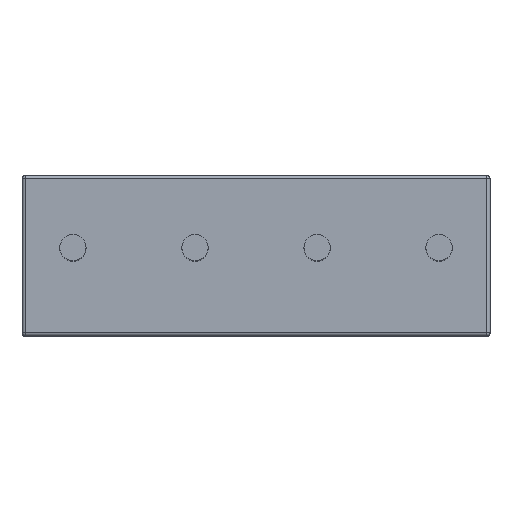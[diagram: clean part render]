
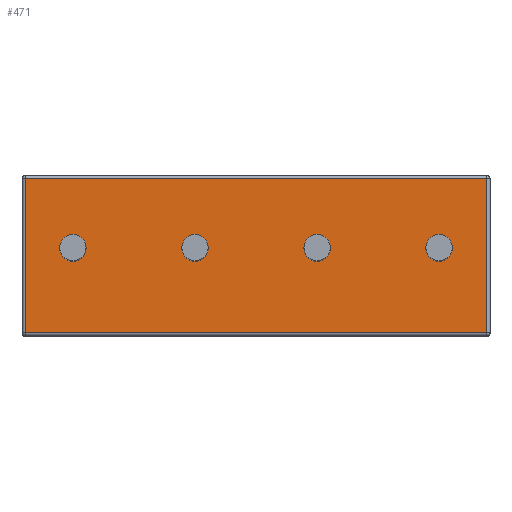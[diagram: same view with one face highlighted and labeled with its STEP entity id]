
A CAD part, top view. The second image highlights one B-rep face of the part: STEP entity #471.
In plain terms, the highlighted planar face has unit normal (0, 0, 1).
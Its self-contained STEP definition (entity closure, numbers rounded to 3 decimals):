
#8 = EDGE_CURVE ( 'NONE', #17, #20, #996, .T. ) ;
#10 = EDGE_CURVE ( 'NONE', #24, #18, #990, .T. ) ;
#17 = VERTEX_POINT ( 'NONE', #981 ) ;
#18 = VERTEX_POINT ( 'NONE', #980 ) ;
#20 = VERTEX_POINT ( 'NONE', #979 ) ;
#24 = VERTEX_POINT ( 'NONE', #1035 ) ;
#383 = ORIENTED_EDGE ( 'NONE', *, *, #384, .F. ) ;
#384 = EDGE_CURVE ( 'NONE', #4540, #4534, #2285, .T. ) ;
#385 = ORIENTED_EDGE ( 'NONE', *, *, #4543, .F. ) ;
#386 = EDGE_LOOP ( 'NONE', ( #387, #389 ) ) ;
#387 = ORIENTED_EDGE ( 'NONE', *, *, #388, .F. ) ;
#388 = EDGE_CURVE ( 'NONE', #4516, #4526, #2280, .T. ) ;
#389 = ORIENTED_EDGE ( 'NONE', *, *, #4507, .F. ) ;
#411 = VERTEX_POINT ( 'NONE', #2339 ) ;
#412 = ORIENTED_EDGE ( 'NONE', *, *, #413, .T. ) ;
#413 = EDGE_CURVE ( 'NONE', #411, #457, #2338, .T. ) ;
#414 = EDGE_LOOP ( 'NONE', ( #383, #385 ) ) ;
#454 = EDGE_LOOP ( 'NONE', ( #455, #492, #495, #412 ) ) ;
#455 = ORIENTED_EDGE ( 'NONE', *, *, #456, .T. ) ;
#456 = EDGE_CURVE ( 'NONE', #457, #458, #2394, .T. ) ;
#457 = VERTEX_POINT ( 'NONE', #2390 ) ;
#458 = VERTEX_POINT ( 'NONE', #2389 ) ;
#471 = ADVANCED_FACE ( 'NONE', ( #2433, #2432, #2431, #2430, #2429 ), #2428, .F. ) ;
#472 = EDGE_LOOP ( 'NONE', ( #473, #475 ) ) ;
#473 = ORIENTED_EDGE ( 'NONE', *, *, #474, .F. ) ;
#474 = EDGE_CURVE ( 'NONE', #18, #24, #2422, .T. ) ;
#475 = ORIENTED_EDGE ( 'NONE', *, *, #10, .F. ) ;
#476 = EDGE_LOOP ( 'NONE', ( #531, #533 ) ) ;
#492 = ORIENTED_EDGE ( 'NONE', *, *, #493, .T. ) ;
#493 = EDGE_CURVE ( 'NONE', #458, #494, #2463, .T. ) ;
#494 = VERTEX_POINT ( 'NONE', #2459 ) ;
#495 = ORIENTED_EDGE ( 'NONE', *, *, #496, .T. ) ;
#496 = EDGE_CURVE ( 'NONE', #494, #411, #2457, .T. ) ;
#531 = ORIENTED_EDGE ( 'NONE', *, *, #532, .F. ) ;
#532 = EDGE_CURVE ( 'NONE', #20, #17, #2615, .T. ) ;
#533 = ORIENTED_EDGE ( 'NONE', *, *, #8, .F. ) ;
#979 = CARTESIAN_POINT ( 'NONE',  ( -33.912, 2.735, 0. ) ) ;
#980 = CARTESIAN_POINT ( 'NONE',  ( -37.715, 2.735, 0. ) ) ;
#981 = CARTESIAN_POINT ( 'NONE',  ( -33.092, 2.735, 0. ) ) ;
#986 = DIRECTION ( 'NONE',  ( -1., 0., 0. ) ) ;
#987 = DIRECTION ( 'NONE',  ( 0., 0., 1. ) ) ;
#988 = CARTESIAN_POINT ( 'NONE',  ( -37.305, 2.735, 0. ) ) ;
#989 = AXIS2_PLACEMENT_3D ( 'NONE', #988, #987, #986 ) ;
#990 = CIRCLE ( 'NONE', #989, 0.41 ) ;
#992 = DIRECTION ( 'NONE',  ( -1., 0., 0. ) ) ;
#993 = DIRECTION ( 'NONE',  ( 0., 0., 1. ) ) ;
#994 = CARTESIAN_POINT ( 'NONE',  ( -33.502, 2.735, 0. ) ) ;
#995 = AXIS2_PLACEMENT_3D ( 'NONE', #994, #993, #992 ) ;
#996 = CIRCLE ( 'NONE', #995, 0.41 ) ;
#1035 = CARTESIAN_POINT ( 'NONE',  ( -36.895, 2.735, 0. ) ) ;
#2277 = DIRECTION ( 'NONE',  ( -1., 0., 0. ) ) ;
#2278 = DIRECTION ( 'NONE',  ( 0., 0., 1. ) ) ;
#2279 = AXIS2_PLACEMENT_3D ( 'NONE', #2286, #2278, #2277 ) ;
#2280 = CIRCLE ( 'NONE', #2279, 0.41 ) ;
#2281 = DIRECTION ( 'NONE',  ( -1., 0., 0. ) ) ;
#2282 = DIRECTION ( 'NONE',  ( 0., 0., 1. ) ) ;
#2283 = CARTESIAN_POINT ( 'NONE',  ( -29.702, 2.735, 0. ) ) ;
#2284 = AXIS2_PLACEMENT_3D ( 'NONE', #2283, #2282, #2281 ) ;
#2285 = CIRCLE ( 'NONE', #2284, 0.41 ) ;
#2286 = CARTESIAN_POINT ( 'NONE',  ( -41.108, 2.735, 0. ) ) ;
#2335 = DIRECTION ( 'NONE',  ( 0., 1., 0. ) ) ;
#2336 = VECTOR ( 'NONE', #2335, 1000. ) ;
#2337 = CARTESIAN_POINT ( 'NONE',  ( -28.215, 5., 0. ) ) ;
#2338 = LINE ( 'NONE', #2337, #2336 ) ;
#2339 = CARTESIAN_POINT ( 'NONE',  ( -28.215, 0.1, 0. ) ) ;
#2389 = CARTESIAN_POINT ( 'NONE',  ( -42.594, 4.9, 0. ) ) ;
#2390 = CARTESIAN_POINT ( 'NONE',  ( -28.215, 4.9, 0. ) ) ;
#2391 = DIRECTION ( 'NONE',  ( -1., 0., 0. ) ) ;
#2392 = VECTOR ( 'NONE', #2391, 1000. ) ;
#2393 = CARTESIAN_POINT ( 'NONE',  ( -42.694, 4.9, 0. ) ) ;
#2394 = LINE ( 'NONE', #2393, #2392 ) ;
#2419 = DIRECTION ( 'NONE',  ( -1., 0., 0. ) ) ;
#2420 = DIRECTION ( 'NONE',  ( 0., 0., 1. ) ) ;
#2421 = AXIS2_PLACEMENT_3D ( 'NONE', #2426, #2420, #2419 ) ;
#2422 = CIRCLE ( 'NONE', #2421, 0.41 ) ;
#2423 = DIRECTION ( 'NONE',  ( -1., 0., 0. ) ) ;
#2424 = DIRECTION ( 'NONE',  ( 0., 0., -1. ) ) ;
#2425 = CARTESIAN_POINT ( 'NONE',  ( -42.694, 5., 0. ) ) ;
#2426 = CARTESIAN_POINT ( 'NONE',  ( -37.305, 2.735, 0. ) ) ;
#2427 = AXIS2_PLACEMENT_3D ( 'NONE', #2425, #2424, #2423 ) ;
#2428 = PLANE ( 'NONE',  #2427 ) ;
#2429 = FACE_BOUND ( 'NONE', #386, .T. ) ;
#2430 = FACE_BOUND ( 'NONE', #414, .T. ) ;
#2431 = FACE_OUTER_BOUND ( 'NONE', #454, .T. ) ;
#2432 = FACE_BOUND ( 'NONE', #476, .T. ) ;
#2433 = FACE_BOUND ( 'NONE', #472, .T. ) ;
#2454 = DIRECTION ( 'NONE',  ( 1., 0., 0. ) ) ;
#2455 = VECTOR ( 'NONE', #2454, 1000. ) ;
#2456 = CARTESIAN_POINT ( 'NONE',  ( -42.694, 0.1, 0. ) ) ;
#2457 = LINE ( 'NONE', #2456, #2455 ) ;
#2459 = CARTESIAN_POINT ( 'NONE',  ( -42.594, 0.1, 0. ) ) ;
#2460 = DIRECTION ( 'NONE',  ( 0., -1., 0. ) ) ;
#2461 = VECTOR ( 'NONE', #2460, 1000. ) ;
#2462 = CARTESIAN_POINT ( 'NONE',  ( -42.594, 5., 0. ) ) ;
#2463 = LINE ( 'NONE', #2462, #2461 ) ;
#2607 = DIRECTION ( 'NONE',  ( -1., 0., 0. ) ) ;
#2608 = DIRECTION ( 'NONE',  ( 0., 0., 1. ) ) ;
#2609 = CARTESIAN_POINT ( 'NONE',  ( -33.502, 2.735, 0. ) ) ;
#2610 = AXIS2_PLACEMENT_3D ( 'NONE', #2609, #2608, #2607 ) ;
#2615 = CIRCLE ( 'NONE', #2610, 0.41 ) ;
#4360 = CARTESIAN_POINT ( 'NONE',  ( -41.518, 2.735, 0. ) ) ;
#4371 = DIRECTION ( 'NONE',  ( -1., 0., 0. ) ) ;
#4372 = DIRECTION ( 'NONE',  ( 0., 0., 1. ) ) ;
#4373 = CARTESIAN_POINT ( 'NONE',  ( -41.108, 2.735, 0. ) ) ;
#4374 = AXIS2_PLACEMENT_3D ( 'NONE', #4373, #4372, #4371 ) ;
#4375 = CIRCLE ( 'NONE', #4374, 0.41 ) ;
#4405 = CARTESIAN_POINT ( 'NONE',  ( -40.698, 2.735, 0. ) ) ;
#4417 = DIRECTION ( 'NONE',  ( -1., 0., 0. ) ) ;
#4418 = DIRECTION ( 'NONE',  ( 0., 0., 1. ) ) ;
#4419 = CARTESIAN_POINT ( 'NONE',  ( -29.702, 2.735, 0. ) ) ;
#4420 = AXIS2_PLACEMENT_3D ( 'NONE', #4419, #4418, #4417 ) ;
#4421 = CIRCLE ( 'NONE', #4420, 0.41 ) ;
#4426 = CARTESIAN_POINT ( 'NONE',  ( -30.112, 2.735, 0. ) ) ;
#4436 = CARTESIAN_POINT ( 'NONE',  ( -29.292, 2.735, 0. ) ) ;
#4507 = EDGE_CURVE ( 'NONE', #4526, #4516, #4375, .T. ) ;
#4516 = VERTEX_POINT ( 'NONE', #4360 ) ;
#4526 = VERTEX_POINT ( 'NONE', #4405 ) ;
#4534 = VERTEX_POINT ( 'NONE', #4436 ) ;
#4540 = VERTEX_POINT ( 'NONE', #4426 ) ;
#4543 = EDGE_CURVE ( 'NONE', #4534, #4540, #4421, .T. ) ;
